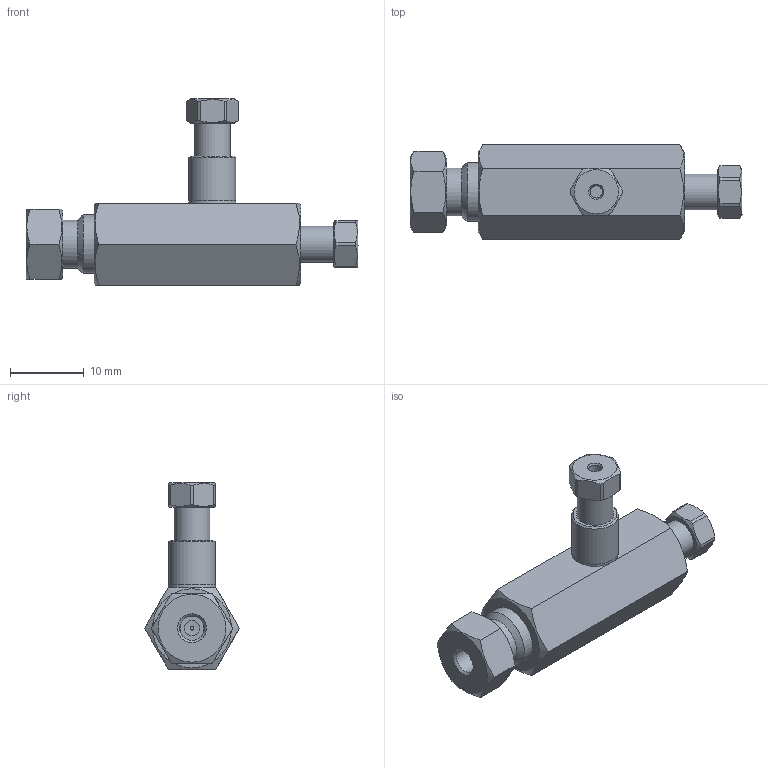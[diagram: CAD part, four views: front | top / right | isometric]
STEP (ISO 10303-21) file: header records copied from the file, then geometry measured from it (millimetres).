
FILE_DESCRIPTION((''),'2;1');
FILE_NAME('305270-TCEF211 Post-Column Reaction Tee fitting.stp','2013-08-22T12:02:37',('Franzp'),(''),'Autodesk Inventor 2013','Autodesk Inventor 2013','');
FILE_SCHEMA(('AUTOMOTIVE_DESIGN { 1 0 10303 214 1 1 1 1 }'));
Length unit declared in the file: millimetre
Products named in the file (1): 305270_Shrinkwrap_1
Bounding box: 44.93 x 12.83 x 25.24 mm (x, y, z)
Surface area: 2545.4 mm2 (no closed solid volume)
Topology: 0 solids, 8 shells, 74 faces, 183 edges, 121 vertices
Faces by surface type: plane 36, cylinder 20, cone 18
Full cylindrical faces by diameter (mm): 1.727 x2, 3.3 x1, 4.826 x2, 6.35 x1, 6.477 x1, 7.938 x1
Entity records: 2086 total; most frequent: CARTESIAN_POINT 433, DIRECTION 316, ORIENTED_EDGE 283, EDGE_CURVE 149, AXIS2_PLACEMENT_3D 140, VERTEX_POINT 113, EDGE_LOOP 111, FACE_OUTER_BOUND 74
